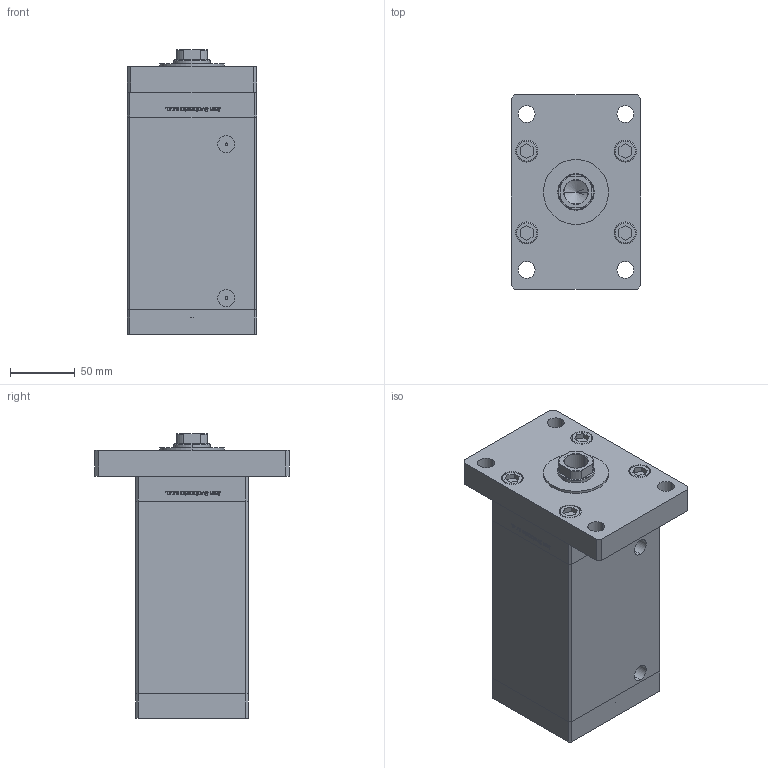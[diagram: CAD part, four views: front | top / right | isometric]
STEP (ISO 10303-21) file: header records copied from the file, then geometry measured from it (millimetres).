
FILE_DESCRIPTION (( 'STEP AP203' ), '1' );
FILE_NAME ('4df8.STEP', '2024-01-08T23:50:51', ( '' ), ( '' ), 'SwSTEP 2.0', 'SolidWorks 2019', '' );
FILE_SCHEMA (( 'CONFIG_CONTROL_DESIGN' ));
Length unit declared in the file: millimetre
Products named in the file (7): V220C_F 5a8c58e4a86793cb1c26e93434644850; V220C_FRONT_F 5a8c58e4a86793cb1c26e93434644850; V220C_F_MIDDLE 5a8c58e4a86793cb1c26e93434644850; V220C_VC_F 5a8c58e4a86793cb1c26e93434644850; 4df8; V220C BACK_F 5a8c58e4a86793cb1c26e93434644850; ALLEN BOLT 5a8c58e4a86793cb1c26e93434644850
Assembly tree (19 placements, depth 2):
  4df8
    V220C BACK_F 5a8c58e4a86793cb1c26e93434644850
    V220C_F_MIDDLE 5a8c58e4a86793cb1c26e93434644850
    V220C_FRONT_F 5a8c58e4a86793cb1c26e93434644850
    V220C_F 5a8c58e4a86793cb1c26e93434644850
    ALLEN BOLT 5a8c58e4a86793cb1c26e93434644850  x14
    V220C_VC_F 5a8c58e4a86793cb1c26e93434644850
Bounding box: 100 x 150 x 219.5 mm (x, y, z)
Volume: 1704638.5 mm3; surface area: 259380.5 mm2
Topology: 19 solids, 19 shells, 1311 faces, 3280 edges, 2142 vertices
Faces by surface type: plane 517, bspline 484, cylinder 188, cone 62, torus 60
Entity records: 53944 total; most frequent: CARTESIAN_POINT 30521, ORIENTED_EDGE 5360, DIRECTION 3122, EDGE_CURVE 2680, VERTEX_POINT 1778, VECTOR 1382, LINE 1382, EDGE_LOOP 1202
